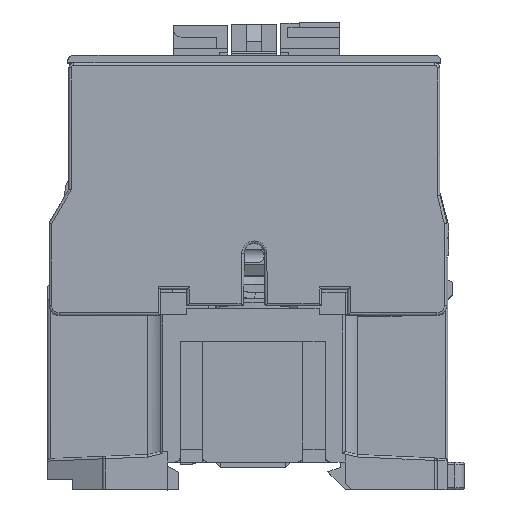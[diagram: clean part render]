
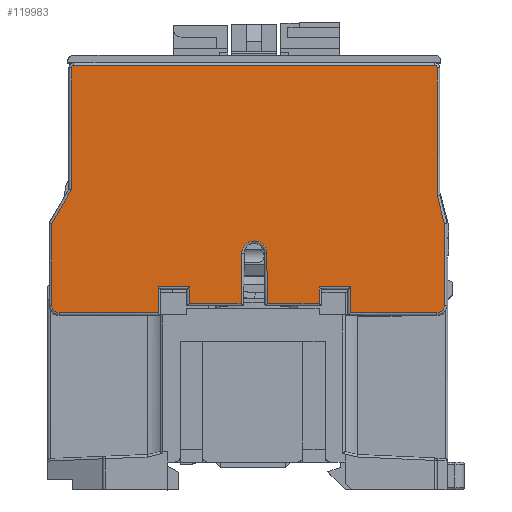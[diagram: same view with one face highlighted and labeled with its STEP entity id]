
A CAD part, top view. The second image highlights one B-rep face of the part: STEP entity #119983.
In plain terms, the highlighted planar face has unit normal (0, 0, 1).
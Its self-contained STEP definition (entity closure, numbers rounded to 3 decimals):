
#6570=CARTESIAN_POINT('',(-36.1,30.3,28.2));
#6571=DIRECTION('',(0.,0.,1.));
#6572=DIRECTION('',(0.,1.,0.));
#6573=AXIS2_PLACEMENT_3D('',#6570,#6571,#6572);
#6584=DIRECTION('',(-1.,0.,0.));
#6585=VECTOR('',#6584,72.2);
#6586=CARTESIAN_POINT('',(36.1,30.8,28.2));
#6587=LINE('',#6586,#6585);
#6598=CARTESIAN_POINT('',(36.1,30.3,28.2));
#6599=DIRECTION('',(0.,0.,1.));
#6600=DIRECTION('',(1.,0.,0.));
#6601=AXIS2_PLACEMENT_3D('',#6598,#6599,#6600);
#11462=DIRECTION('',(1.,0.,0.));
#11463=VECTOR('',#11462,6.2);
#11464=CARTESIAN_POINT('',(13.,-13.5,28.2));
#11465=LINE('',#11464,#11463);
#11496=DIRECTION('',(0.,1.,0.));
#11497=VECTOR('',#11496,3.3);
#11498=CARTESIAN_POINT('',(-13.,-16.8,28.2));
#11499=LINE('',#11498,#11497);
#11532=DIRECTION('',(1.,0.,0.));
#11533=VECTOR('',#11532,10.357);
#11534=CARTESIAN_POINT('',(-13.,-16.8,28.2));
#11535=LINE('',#11534,#11533);
#11562=DIRECTION('',(0.014,1.,0.));
#11563=VECTOR('',#11562,10.003);
#11564=CARTESIAN_POINT('',(-2.643,-16.8,28.2));
#11565=LINE('',#11564,#11563);
#11592=CARTESIAN_POINT('',(0.,-6.8,28.2));
#11593=DIRECTION('',(0.,0.,-1.));
#11594=DIRECTION('',(-1.,0.,0.));
#11595=AXIS2_PLACEMENT_3D('',#11592,#11593,#11594);
#11648=DIRECTION('',(0.014,-1.,0.));
#11649=VECTOR('',#11648,10.003);
#11650=CARTESIAN_POINT('',(2.5,-6.798,28.2));
#11651=LINE('',#11650,#11649);
#11688=DIRECTION('',(1.,0.,0.));
#11689=VECTOR('',#11688,10.357);
#11690=CARTESIAN_POINT('',(2.643,-16.8,28.2));
#11691=LINE('',#11690,#11689);
#11718=DIRECTION('',(0.,-1.,0.));
#11719=VECTOR('',#11718,3.3);
#11720=CARTESIAN_POINT('',(13.,-13.5,28.2));
#11721=LINE('',#11720,#11719);
#22744=DIRECTION('',(0.,1.,0.));
#22745=VECTOR('',#22744,25.563);
#22746=CARTESIAN_POINT('',(36.6,4.737,28.2));
#22747=LINE('',#22746,#22745);
#22773=DIRECTION('',(-0.247,0.969,0.));
#22774=VECTOR('',#22773,5.675);
#22775=CARTESIAN_POINT('',(38.,-0.763,28.2));
#22776=LINE('',#22775,#22774);
#23118=DIRECTION('',(0.,1.,0.));
#23119=VECTOR('',#23118,16.437);
#23120=CARTESIAN_POINT('',(38.,-17.2,28.2));
#23121=LINE('',#23120,#23119);
#23122=CARTESIAN_POINT('',(36.5,-17.2,28.2));
#23123=DIRECTION('',(0.,0.,1.));
#23124=DIRECTION('',(0.,-1.,0.));
#23125=AXIS2_PLACEMENT_3D('',#23122,#23123,#23124);
#23166=DIRECTION('',(0.,1.,0.));
#23167=VECTOR('',#23166,5.2);
#23168=CARTESIAN_POINT('',(19.2,-18.7,28.2));
#23169=LINE('',#23168,#23167);
#23196=DIRECTION('',(1.,0.,0.));
#23197=VECTOR('',#23196,17.3);
#23198=CARTESIAN_POINT('',(19.2,-18.7,28.2));
#23199=LINE('',#23198,#23197);
#27142=DIRECTION('',(0.,-1.,0.));
#27143=VECTOR('',#27142,24.379);
#27144=CARTESIAN_POINT('',(-36.6,30.3,28.2));
#27145=LINE('',#27144,#27143);
#27146=DIRECTION('',(-0.5,-0.866,0.));
#27147=VECTOR('',#27146,7.8);
#27148=CARTESIAN_POINT('',(-36.6,5.921,28.2));
#27149=LINE('',#27148,#27147);
#27175=DIRECTION('',(0.,-1.,0.));
#27176=VECTOR('',#27175,16.366);
#27177=CARTESIAN_POINT('',(-40.5,-0.834,28.2));
#27178=LINE('',#27177,#27176);
#27204=CARTESIAN_POINT('',(-39.,-17.2,28.2));
#27205=DIRECTION('',(0.,0.,1.));
#27206=DIRECTION('',(-1.,0.,0.));
#27207=AXIS2_PLACEMENT_3D('',#27204,#27205,#27206);
#27228=DIRECTION('',(1.,0.,0.));
#27229=VECTOR('',#27228,19.8);
#27230=CARTESIAN_POINT('',(-39.,-18.7,28.2));
#27231=LINE('',#27230,#27229);
#27248=DIRECTION('',(0.,-1.,0.));
#27249=VECTOR('',#27248,5.2);
#27250=CARTESIAN_POINT('',(-19.2,-13.5,28.2));
#27251=LINE('',#27250,#27249);
#27304=DIRECTION('',(1.,0.,0.));
#27305=VECTOR('',#27304,6.2);
#27306=CARTESIAN_POINT('',(-19.2,-13.5,28.2));
#27307=LINE('',#27306,#27305);
#90683=CARTESIAN_POINT('',(-13.,-16.8,28.2));
#90684=CARTESIAN_POINT('',(-13.,-13.5,28.2));
#90685=VERTEX_POINT('',#90683);
#90686=VERTEX_POINT('',#90684);
#90687=CARTESIAN_POINT('',(-2.643,-16.8,28.2));
#90688=VERTEX_POINT('',#90687);
#90691=CARTESIAN_POINT('',(-2.5,-6.798,28.2));
#90692=VERTEX_POINT('',#90691);
#90695=CARTESIAN_POINT('',(2.5,-6.8,28.2));
#90696=VERTEX_POINT('',#90695);
#90701=CARTESIAN_POINT('',(2.643,-16.8,28.2));
#90702=VERTEX_POINT('',#90701);
#90703=CARTESIAN_POINT('',(13.,-16.8,28.2));
#90704=VERTEX_POINT('',#90703);
#90707=CARTESIAN_POINT('',(13.,-13.5,28.2));
#90708=VERTEX_POINT('',#90707);
#90711=CARTESIAN_POINT('',(19.2,-13.5,28.2));
#90712=VERTEX_POINT('',#90711);
#90715=CARTESIAN_POINT('',(19.2,-18.7,28.2));
#90716=VERTEX_POINT('',#90715);
#90719=CARTESIAN_POINT('',(36.5,-18.7,28.2));
#90720=VERTEX_POINT('',#90719);
#90723=CARTESIAN_POINT('',(38.,-17.2,28.2));
#90724=VERTEX_POINT('',#90723);
#90729=CARTESIAN_POINT('',(38.,-0.763,28.2));
#90730=VERTEX_POINT('',#90729);
#90731=CARTESIAN_POINT('',(36.6,4.737,28.2));
#90732=VERTEX_POINT('',#90731);
#90735=CARTESIAN_POINT('',(36.6,30.3,28.2));
#90736=VERTEX_POINT('',#90735);
#90739=CARTESIAN_POINT('',(36.1,30.8,28.2));
#90740=VERTEX_POINT('',#90739);
#90741=CARTESIAN_POINT('',(-36.1,30.8,28.2));
#90742=VERTEX_POINT('',#90741);
#90743=CARTESIAN_POINT('',(-36.6,30.3,28.2));
#90744=VERTEX_POINT('',#90743);
#90749=CARTESIAN_POINT('',(-36.6,5.921,28.2));
#90750=VERTEX_POINT('',#90749);
#90751=CARTESIAN_POINT('',(-40.5,-0.834,28.2));
#90752=VERTEX_POINT('',#90751);
#90755=CARTESIAN_POINT('',(-40.5,-17.2,28.2));
#90756=VERTEX_POINT('',#90755);
#90759=CARTESIAN_POINT('',(-39.,-18.7,28.2));
#90760=VERTEX_POINT('',#90759);
#90765=CARTESIAN_POINT('',(-19.2,-18.7,28.2));
#90766=VERTEX_POINT('',#90765);
#90767=CARTESIAN_POINT('',(-19.2,-13.5,28.2));
#90768=VERTEX_POINT('',#90767);
#119932=CARTESIAN_POINT('',(0.,0.,28.2));
#119933=DIRECTION('',(0.,0.,1.));
#119934=DIRECTION('',(1.,0.,0.));
#119935=AXIS2_PLACEMENT_3D('',#119932,#119933,#119934);
#119936=PLANE('',#119935);
#119938=ORIENTED_EDGE('',*,*,#119937,.T.);
#119940=ORIENTED_EDGE('',*,*,#119939,.F.);
#119942=ORIENTED_EDGE('',*,*,#119941,.T.);
#119944=ORIENTED_EDGE('',*,*,#119943,.F.);
#119946=ORIENTED_EDGE('',*,*,#119945,.F.);
#119948=ORIENTED_EDGE('',*,*,#119947,.F.);
#119950=ORIENTED_EDGE('',*,*,#119949,.F.);
#119952=ORIENTED_EDGE('',*,*,#119951,.F.);
#119953=ORIENTED_EDGE('',*,*,#114909,.F.);
#119954=ORIENTED_EDGE('',*,*,#114924,.F.);
#119955=ORIENTED_EDGE('',*,*,#114939,.F.);
#119957=ORIENTED_EDGE('',*,*,#119956,.F.);
#119959=ORIENTED_EDGE('',*,*,#119958,.F.);
#119961=ORIENTED_EDGE('',*,*,#119960,.F.);
#119963=ORIENTED_EDGE('',*,*,#119962,.F.);
#119965=ORIENTED_EDGE('',*,*,#119964,.F.);
#119967=ORIENTED_EDGE('',*,*,#119966,.T.);
#119968=ORIENTED_EDGE('',*,*,#119922,.F.);
#119970=ORIENTED_EDGE('',*,*,#119969,.T.);
#119972=ORIENTED_EDGE('',*,*,#119971,.F.);
#119974=ORIENTED_EDGE('',*,*,#119973,.F.);
#119976=ORIENTED_EDGE('',*,*,#119975,.F.);
#119978=ORIENTED_EDGE('',*,*,#119977,.F.);
#119980=ORIENTED_EDGE('',*,*,#119979,.F.);
#119981=EDGE_LOOP('',(#119938,#119940,#119942,#119944,#119946,#119948,#119950,
#119952,#119953,#119954,#119955,#119957,#119959,#119961,#119963,#119965,#119967,
#119968,#119970,#119972,#119974,#119976,#119978,#119980));
#119982=FACE_OUTER_BOUND('',#119981,.F.);
#6574=CIRCLE('',#6573,0.5);
#6602=CIRCLE('',#6601,0.5);
#11596=CIRCLE('',#11595,2.5);
#23126=CIRCLE('',#23125,1.5);
#27208=CIRCLE('',#27207,1.5);
#114909=EDGE_CURVE('',#90742,#90744,#6574,.T.);
#114924=EDGE_CURVE('',#90740,#90742,#6587,.T.);
#114939=EDGE_CURVE('',#90736,#90740,#6602,.T.);
#119922=EDGE_CURVE('',#90708,#90712,#11465,.T.);
#119937=EDGE_CURVE('',#90685,#90686,#11499,.T.);
#119939=EDGE_CURVE('',#90768,#90686,#27307,.T.);
#119941=EDGE_CURVE('',#90768,#90766,#27251,.T.);
#119943=EDGE_CURVE('',#90760,#90766,#27231,.T.);
#119945=EDGE_CURVE('',#90756,#90760,#27208,.T.);
#119947=EDGE_CURVE('',#90752,#90756,#27178,.T.);
#119949=EDGE_CURVE('',#90750,#90752,#27149,.T.);
#119951=EDGE_CURVE('',#90744,#90750,#27145,.T.);
#119956=EDGE_CURVE('',#90732,#90736,#22747,.T.);
#119958=EDGE_CURVE('',#90730,#90732,#22776,.T.);
#119960=EDGE_CURVE('',#90724,#90730,#23121,.T.);
#119962=EDGE_CURVE('',#90720,#90724,#23126,.T.);
#119964=EDGE_CURVE('',#90716,#90720,#23199,.T.);
#119966=EDGE_CURVE('',#90716,#90712,#23169,.T.);
#119969=EDGE_CURVE('',#90708,#90704,#11721,.T.);
#119971=EDGE_CURVE('',#90702,#90704,#11691,.T.);
#119973=EDGE_CURVE('',#90696,#90702,#11651,.T.);
#119975=EDGE_CURVE('',#90692,#90696,#11596,.T.);
#119977=EDGE_CURVE('',#90688,#90692,#11565,.T.);
#119979=EDGE_CURVE('',#90685,#90688,#11535,.T.);
#119983=ADVANCED_FACE('',(#119982),#119936,.T.);
